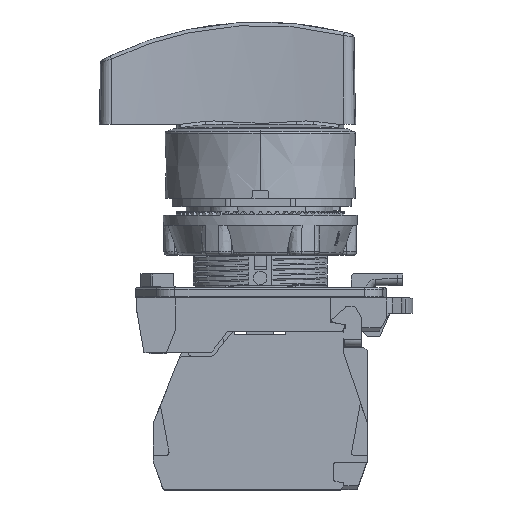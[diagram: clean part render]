
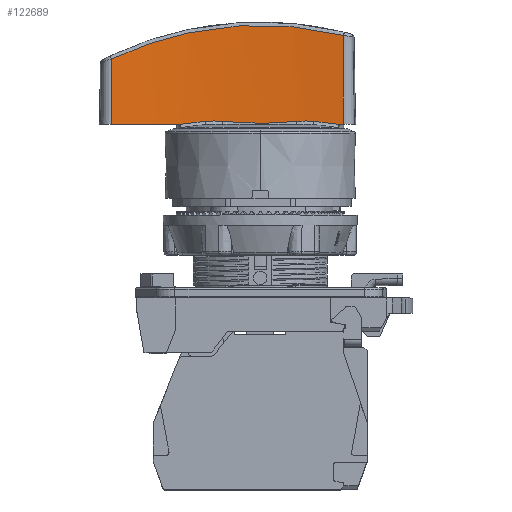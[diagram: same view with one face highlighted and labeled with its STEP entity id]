
A CAD part, top view. The second image highlights one B-rep face of the part: STEP entity #122689.
In plain terms, the highlighted conical face has half-angle 1 degrees and reference radius 151.993 mm.
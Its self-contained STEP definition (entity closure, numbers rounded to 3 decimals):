
#96406=CARTESIAN_POINT('',(-3.413,29.7,-11.944));
#96408=CARTESIAN_POINT('',(-155.114,29.7,-4.9));
#96409=DIRECTION('',(0.,-1.,0.));
#96410=DIRECTION('',(0.994,0.,0.109));
#96411=AXIS2_PLACEMENT_3D('',#96408,#96409,#96410);
#96468=CARTESIAN_POINT('',(-155.114,29.7,-4.9));
#96469=DIRECTION('',(0.,-1.,0.));
#96470=DIRECTION('',(0.993,0.,-0.114));
#96471=AXIS2_PLACEMENT_3D('',#96468,#96469,#96470);
#96483=CARTESIAN_POINT('',(-4.161,29.7,11.705));
#96507=CARTESIAN_POINT('',(-4.161,29.69,
11.705));
#96710=CARTESIAN_POINT('',(-3.414,29.69,
-11.944));
#96719=CARTESIAN_POINT('',(-3.792,30.143,
8.008));
#96720=CARTESIAN_POINT('',(-3.822,30.113,
8.356));
#96721=CARTESIAN_POINT('',(-3.883,30.047,
9.033));
#96722=CARTESIAN_POINT('',(-3.976,29.936,
9.986));
#96723=CARTESIAN_POINT('',(-4.073,29.812,
10.911));
#96724=CARTESIAN_POINT('',(-4.132,29.731,
11.45));
#96725=CARTESIAN_POINT('',(-4.161,29.69,
11.705));
#96727=CARTESIAN_POINT('',(-3.592,30.111,
5.399));
#96728=CARTESIAN_POINT('',(-3.609,30.137,
5.652));
#96729=CARTESIAN_POINT('',(-3.646,30.18,
6.182));
#96730=CARTESIAN_POINT('',(-3.711,30.201,
7.049));
#96731=CARTESIAN_POINT('',(-3.763,30.172,
7.681));
#96732=CARTESIAN_POINT('',(-3.792,30.143,
8.008));
#96734=CARTESIAN_POINT('',(-3.245,30.111,
-5.615));
#96735=CARTESIAN_POINT('',(-3.244,30.08,
-5.32));
#96736=CARTESIAN_POINT('',(-3.244,30.027,
-4.762));
#96737=CARTESIAN_POINT('',(-3.247,29.968,
-4.022));
#96738=CARTESIAN_POINT('',(-3.253,29.924,
-3.366));
#96739=CARTESIAN_POINT('',(-3.261,29.892,
-2.781));
#96740=CARTESIAN_POINT('',(-3.27,29.868,
-2.26));
#96741=CARTESIAN_POINT('',(-3.279,29.852,
-1.794));
#96742=CARTESIAN_POINT('',(-3.288,29.84,
-1.373));
#96743=CARTESIAN_POINT('',(-3.298,29.833,
-1.));
#96744=CARTESIAN_POINT('',(-3.307,29.828,
-0.671));
#96745=CARTESIAN_POINT('',(-3.316,29.826,
-0.362));
#96746=CARTESIAN_POINT('',(-3.325,29.825,
-0.046));
#96747=CARTESIAN_POINT('',(-3.336,29.827,
0.275));
#96748=CARTESIAN_POINT('',(-3.347,29.83,
0.603));
#96749=CARTESIAN_POINT('',(-3.359,29.835,
0.916));
#96750=CARTESIAN_POINT('',(-3.37,29.842,
1.213));
#96751=CARTESIAN_POINT('',(-3.384,29.851,
1.553));
#96752=CARTESIAN_POINT('',(-3.4,29.864,
1.926));
#96753=CARTESIAN_POINT('',(-3.419,29.881,
2.338));
#96754=CARTESIAN_POINT('',(-3.442,29.905,
2.812));
#96755=CARTESIAN_POINT('',(-3.467,29.934,
3.299));
#96756=CARTESIAN_POINT('',(-3.496,29.969,
3.82));
#96757=CARTESIAN_POINT('',(-3.527,30.012,
4.359));
#96758=CARTESIAN_POINT('',(-3.56,30.06,
4.898));
#96759=CARTESIAN_POINT('',(-3.582,30.093,
5.234));
#96760=CARTESIAN_POINT('',(-3.592,30.111,
5.399));
#96762=CARTESIAN_POINT('',(-3.279,30.143,
-8.232));
#96763=CARTESIAN_POINT('',(-3.271,30.172,
-7.903));
#96764=CARTESIAN_POINT('',(-3.259,30.201,
-7.27));
#96765=CARTESIAN_POINT('',(-3.248,30.18,
-6.4));
#96766=CARTESIAN_POINT('',(-3.245,30.137,
-5.868));
#96767=CARTESIAN_POINT('',(-3.245,30.111,
-5.615));
#96769=CARTESIAN_POINT('',(-3.414,29.69,
-11.944));
#96770=CARTESIAN_POINT('',(-3.4,29.733,
-11.674));
#96771=CARTESIAN_POINT('',(-3.375,29.813,
-11.136));
#96772=CARTESIAN_POINT('',(-3.342,29.924,
-10.309));
#96773=CARTESIAN_POINT('',(-3.315,30.015,
-9.541));
#96774=CARTESIAN_POINT('',(-3.294,30.088,
-8.838));
#96775=CARTESIAN_POINT('',(-3.283,30.126,
-8.425));
#96776=CARTESIAN_POINT('',(-3.279,30.143,
-8.232));
#96778=DIRECTION('',(-0.018,-1.,0.005));
#96779=VECTOR('',#96778,0.01);
#96780=CARTESIAN_POINT('',(-3.413,29.7,-11.944));
#96781=LINE('',#96780,#96779);
#96782=DIRECTION('',(-0.017,-1.,0.002));
#96783=VECTOR('',#96782,9.75);
#96784=CARTESIAN_POINT('',(-4.071,39.448,
-22.233));
#96785=LINE('',#96784,#96783);
#96786=CARTESIAN_POINT('',(-4.01,42.973,
12.44));
#96787=CARTESIAN_POINT('',(-3.839,43.333,
11.001));
#96788=CARTESIAN_POINT('',(-3.537,43.927,
8.103));
#96789=CARTESIAN_POINT('',(-3.214,44.439,
3.688));
#96790=CARTESIAN_POINT('',(-3.026,44.567,
-0.738));
#96791=CARTESIAN_POINT('',(-2.974,44.314,
-5.166));
#96792=CARTESIAN_POINT('',(-3.057,43.678,
-9.561));
#96793=CARTESIAN_POINT('',(-3.269,42.664,
-13.89));
#96794=CARTESIAN_POINT('',(-3.606,41.269,
-18.141));
#96795=CARTESIAN_POINT('',(-3.905,40.097,
-20.883));
#96796=CARTESIAN_POINT('',(-4.071,39.448,
-22.233));
#96798=DIRECTION('',(0.018,1.,0.006));
#96799=VECTOR('',#96798,0.01);
#96800=CARTESIAN_POINT('',(-4.161,29.69,
11.705));
#96801=LINE('',#96800,#96799);
#98853=DIRECTION('',(-0.017,-1.,-0.002));
#98854=VECTOR('',#98853,13.275);
#98855=CARTESIAN_POINT('',(-4.01,42.973,
12.44));
#98856=LINE('',#98855,#98854);
#117550=VERTEX_POINT('',#96406);
#117551=VERTEX_POINT('',#96483);
#117631=VERTEX_POINT('',#96786);
#117632=VERTEX_POINT('',#96796);
#117647=VERTEX_POINT('',#96727);
#117648=VERTEX_POINT('',#96732);
#117649=VERTEX_POINT('',#96734);
#117650=VERTEX_POINT('',#96762);
#117652=VERTEX_POINT('',#96507);
#117653=VERTEX_POINT('',#96710);
#117681=CARTESIAN_POINT('',(-4.24,29.7,-22.214));
#117682=VERTEX_POINT('',#117681);
#117683=CARTESIAN_POINT('',(-4.24,29.7,12.414));
#117684=VERTEX_POINT('',#117683);
#122665=CARTESIAN_POINT('',(-155.114,37.1,-4.9));
#122666=DIRECTION('',(0.,1.,0.));
#122667=DIRECTION('',(1.,0.,0.));
#122668=AXIS2_PLACEMENT_3D('',#122665,#122666,#122667);
#122669=CONICAL_SURFACE('',#122668,151.993,1.);
#122670=ORIENTED_EDGE('',*,*,#122152,.F.);
#122672=ORIENTED_EDGE('',*,*,#122671,.F.);
#122674=ORIENTED_EDGE('',*,*,#122673,.F.);
#122675=ORIENTED_EDGE('',*,*,#122603,.F.);
#122676=ORIENTED_EDGE('',*,*,#122651,.F.);
#122677=ORIENTED_EDGE('',*,*,#121945,.F.);
#122678=ORIENTED_EDGE('',*,*,#122013,.F.);
#122680=ORIENTED_EDGE('',*,*,#122679,.F.);
#122682=ORIENTED_EDGE('',*,*,#122681,.F.);
#122684=ORIENTED_EDGE('',*,*,#122683,.T.);
#122685=ORIENTED_EDGE('',*,*,#121967,.F.);
#122686=ORIENTED_EDGE('',*,*,#122054,.F.);
#122687=EDGE_LOOP('',(#122670,#122672,#122674,#122675,#122676,#122677,#122678,
#122680,#122682,#122684,#122685,#122686));
#122688=FACE_OUTER_BOUND('',#122687,.F.);
#96412=CIRCLE('',#96411,151.864);
#96472=CIRCLE('',#96471,151.864);
#96726=B_SPLINE_CURVE_WITH_KNOTS('',3,(#96719,#96720,#96721,#96722,#96723,
#96724,#96725),.UNSPECIFIED.,.F.,.F.,(4,1,1,1,4),(0.,0.25,0.5,0.75,
1.),.UNSPECIFIED.);
#96733=B_SPLINE_CURVE_WITH_KNOTS('',3,(#96727,#96728,#96729,#96730,#96731,
#96732),.UNSPECIFIED.,.F.,.F.,(4,1,1,4),(0.,0.333,
0.667,1.),.UNSPECIFIED.);
#96761=B_SPLINE_CURVE_WITH_KNOTS('',3,(#96734,#96735,#96736,#96737,#96738,
#96739,#96740,#96741,#96742,#96743,#96744,#96745,#96746,#96747,#96748,#96749,
#96750,#96751,#96752,#96753,#96754,#96755,#96756,#96757,#96758,#96759,#96760),
.UNSPECIFIED.,.F.,.F.,(4,1,1,1,1,1,1,1,1,1,1,1,1,1,1,1,1,1,1,1,1,1,1,1,4),(0.,
0.042,0.083,0.125,0.167,0.208,
0.25,0.292,0.333,0.375,0.417,
0.458,0.5,0.542,0.583,0.625,
0.667,0.708,0.75,0.792,0.833,
0.875,0.917,0.958,1.),.UNSPECIFIED.);
#96768=B_SPLINE_CURVE_WITH_KNOTS('',3,(#96762,#96763,#96764,#96765,#96766,
#96767),.UNSPECIFIED.,.F.,.F.,(4,1,1,4),(0.,0.333,
0.667,1.),.UNSPECIFIED.);
#96777=B_SPLINE_CURVE_WITH_KNOTS('',3,(#96769,#96770,#96771,#96772,#96773,
#96774,#96775,#96776),.UNSPECIFIED.,.F.,.F.,(4,1,1,1,1,4),(0.,0.2,0.4,
0.6,0.8,1.),.UNSPECIFIED.);
#96797=B_SPLINE_CURVE_WITH_KNOTS('',3,(#96786,#96787,#96788,#96789,#96790,
#96791,#96792,#96793,#96794,#96795,#96796),.UNSPECIFIED.,.F.,.F.,(4,1,1,1,1,1,1,
1,4),(0.,0.125,0.25,0.375,0.5,0.625,0.75,0.875,1.),
.UNSPECIFIED.);
#121945=EDGE_CURVE('',#117550,#117653,#96781,.T.);
#121967=EDGE_CURVE('',#117551,#117684,#96412,.T.);
#122013=EDGE_CURVE('',#117682,#117550,#96472,.T.);
#122054=EDGE_CURVE('',#117652,#117551,#96801,.T.);
#122152=EDGE_CURVE('',#117648,#117652,#96726,.T.);
#122603=EDGE_CURVE('',#117650,#117649,#96768,.T.);
#122651=EDGE_CURVE('',#117653,#117650,#96777,.T.);
#122671=EDGE_CURVE('',#117647,#117648,#96733,.T.);
#122673=EDGE_CURVE('',#117649,#117647,#96761,.T.);
#122679=EDGE_CURVE('',#117632,#117682,#96785,.T.);
#122681=EDGE_CURVE('',#117631,#117632,#96797,.T.);
#122683=EDGE_CURVE('',#117631,#117684,#98856,.T.);
#122689=ADVANCED_FACE('',(#122688),#122669,.F.);
